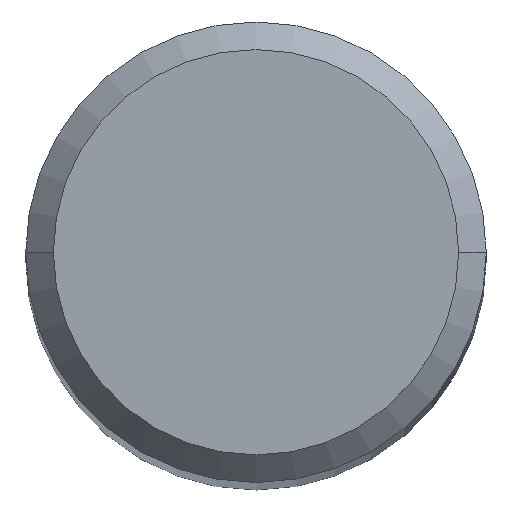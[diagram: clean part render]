
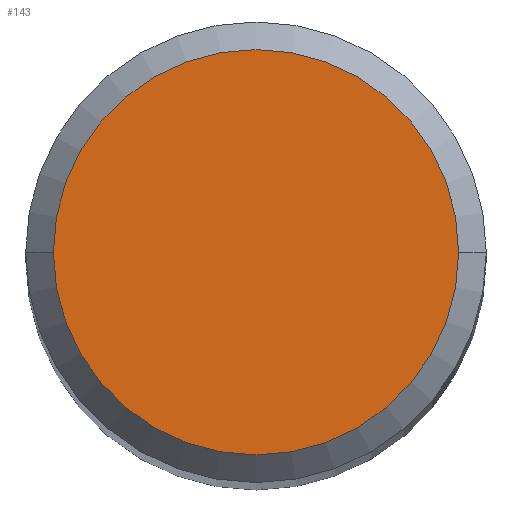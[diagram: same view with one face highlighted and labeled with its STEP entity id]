
A CAD part, top view. The second image highlights one B-rep face of the part: STEP entity #143.
In plain terms, the highlighted planar face has unit normal (0, 0, 1).
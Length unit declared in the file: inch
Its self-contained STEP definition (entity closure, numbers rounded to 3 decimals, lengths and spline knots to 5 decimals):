
#6 = CIRCLE ( 'NONE', #243, 0.11 ) ;
#12 = AXIS2_PLACEMENT_3D ( 'NONE', #74, #209, #96 ) ;
#13 = EDGE_CURVE ( 'NONE', #208, #33, #6, .T. ) ;
#21 = CARTESIAN_POINT ( 'NONE',  ( 0., 0., 2.5 ) ) ;
#28 = PLANE ( 'NONE',  #215 ) ;
#33 = VERTEX_POINT ( 'NONE', #98 ) ;
#56 = CIRCLE ( 'NONE', #12, 0.11 ) ;
#58 = DIRECTION ( 'NONE',  ( 0., 0., 1. ) ) ;
#68 = CARTESIAN_POINT ( 'NONE',  ( 0.11, 0., 2.5 ) ) ;
#73 = EDGE_LOOP ( 'NONE', ( #159, #161 ) ) ;
#74 = CARTESIAN_POINT ( 'NONE',  ( 0., 0., 2.5 ) ) ;
#86 = DIRECTION ( 'NONE',  ( 0., 0., 1. ) ) ;
#88 = EDGE_CURVE ( 'NONE', #33, #208, #56, .T. ) ;
#96 = DIRECTION ( 'NONE',  ( 1., 0., 0. ) ) ;
#98 = CARTESIAN_POINT ( 'NONE',  ( -0.11, 0., 2.5 ) ) ;
#139 = CARTESIAN_POINT ( 'NONE',  ( 0., 0., 2.5 ) ) ;
#143 = ADVANCED_FACE ( 'NONE', ( #153 ), #28, .T. ) ;
#153 = FACE_OUTER_BOUND ( 'NONE', #73, .T. ) ;
#159 = ORIENTED_EDGE ( 'NONE', *, *, #88, .T. ) ;
#161 = ORIENTED_EDGE ( 'NONE', *, *, #13, .T. ) ;
#197 = DIRECTION ( 'NONE',  ( 1., 0., 0. ) ) ;
#208 = VERTEX_POINT ( 'NONE', #68 ) ;
#209 = DIRECTION ( 'NONE',  ( 0., 0., 1. ) ) ;
#215 = AXIS2_PLACEMENT_3D ( 'NONE', #139, #86, #241 ) ;
#241 = DIRECTION ( 'NONE',  ( 1., 0., 0. ) ) ;
#243 = AXIS2_PLACEMENT_3D ( 'NONE', #21, #58, #197 ) ;
